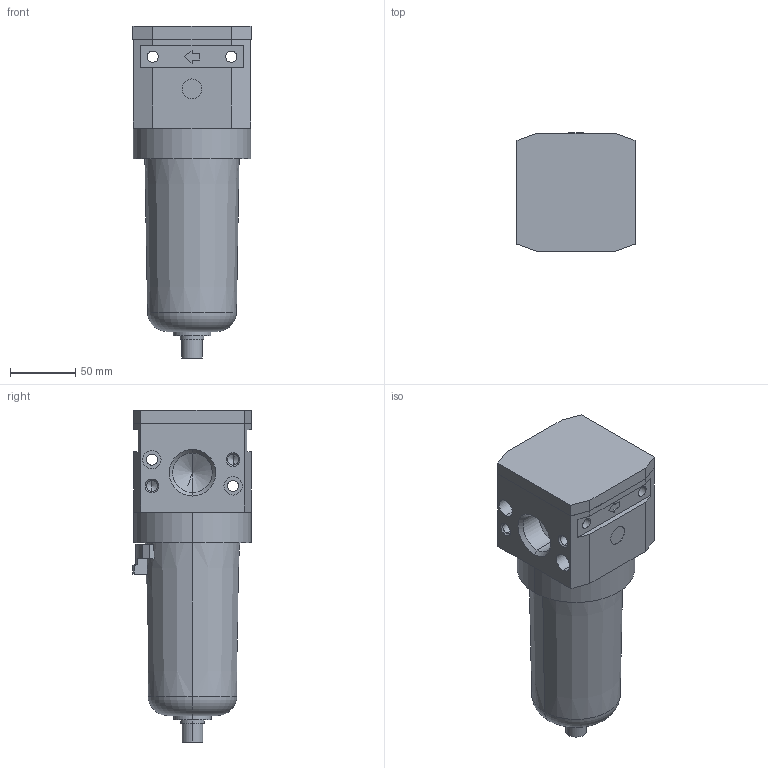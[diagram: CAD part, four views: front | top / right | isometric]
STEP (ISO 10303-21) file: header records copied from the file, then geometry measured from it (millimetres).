
FILE_DESCRIPTION((''),'2;1');
FILE_NAME('17401B_.stp','2003-06-16T15:01:34',('maffial1'),(''),'Autodesk Inventor 7','Autodesk Inventor 7','');
FILE_SCHEMA(('AUTOMOTIVE_DESIGN { 1 0 10303 214 1 1 1 1 }'));
Length unit declared in the file: millimetre
Products named in the file (1): 17401B_
Bounding box: 90.2 x 90.92 x 253.7 mm (x, y, z)
Volume: 1203394.8 mm3; surface area: 95388.5 mm2
Topology: 1 solids, 1 shells, 148 faces, 358 edges, 222 vertices
Faces by surface type: plane 57, bspline 44, cylinder 30, cone 15, torus 2
Entity records: 4625 total; most frequent: CARTESIAN_POINT 1241, ORIENTED_EDGE 692, DIRECTION 676, EDGE_CURVE 346, VECTOR 226, LINE 226, AXIS2_PLACEMENT_3D 225, VERTEX_POINT 222
